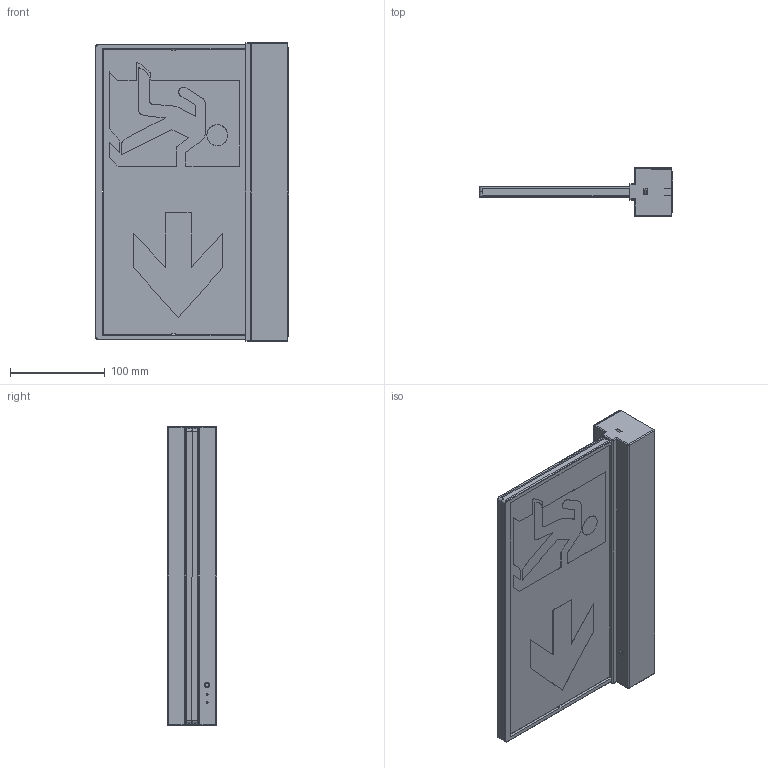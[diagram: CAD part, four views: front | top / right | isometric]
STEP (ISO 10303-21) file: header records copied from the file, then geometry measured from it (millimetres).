
FILE_DESCRIPTION((''),'2;1');
FILE_NAME('RSM_3D_20200611_ASM','2025-09-18T',('ainger.jiang'),(''),'CREO PARAMETRIC BY PTC INC, 2015480','CREO PARAMETRIC BY PTC INC, 2015480','');
FILE_SCHEMA(('CONFIG_CONTROL_DESIGN'));
Products named in the file (1): RSM_3D_20200611_ASM
Bounding box: 203.75 x 52 x 315 mm (x, y, z)
Volume: 236380.8 mm3; surface area: 391014.1 mm2
Topology: 1 solids, 1 shells, 2775 faces, 7990 edges, 5295 vertices
Faces by surface type: plane 2363, cylinder 169, extrusion 134, cone 74, torus 22, sphere 11, bspline 2
Entity records: 92619 total; most frequent: CARTESIAN_POINT 20598, ORIENTED_EDGE 15964, DIRECTION 13118, EDGE_CURVE 7982, VECTOR 6962, LINE 6828, VERTEX_POINT 5295, AXIS2_PLACEMENT_3D 3078
